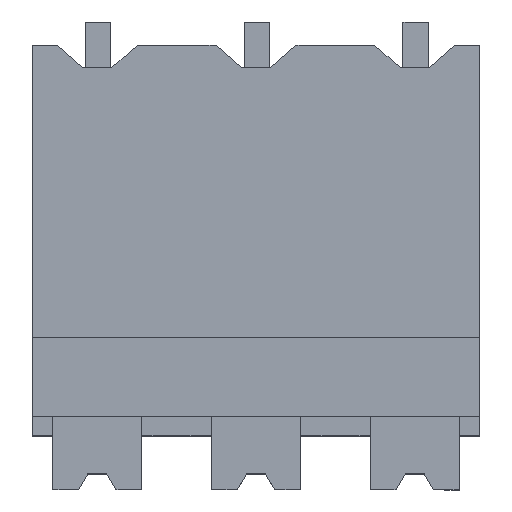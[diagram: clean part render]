
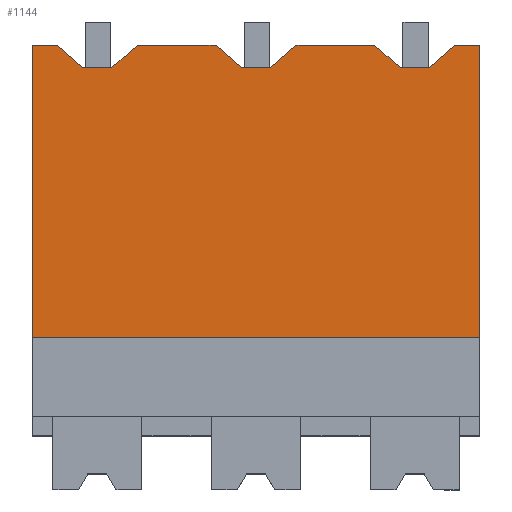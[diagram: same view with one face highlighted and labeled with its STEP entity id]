
A CAD part, top view. The second image highlights one B-rep face of the part: STEP entity #1144.
In plain terms, the highlighted planar face has unit normal (0, 0, 1).
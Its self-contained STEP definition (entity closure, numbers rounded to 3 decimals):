
#1012=AXIS2_PLACEMENT_3D('Plane Axis2P3D',#1009,#1010,#1011) ;
#119=CARTESIAN_POINT('Vertex',(0.,4.8,8.9)) ;
#122=CARTESIAN_POINT('Line Origine',(0.,9.4,8.9)) ;
#126=CARTESIAN_POINT('Vertex',(0.,14.,8.9)) ;
#993=CARTESIAN_POINT('Vertex',(14.1,4.8,8.9)) ;
#996=CARTESIAN_POINT('Line Origine',(7.05,4.8,8.9)) ;
#1009=CARTESIAN_POINT('Axis2P3D Location',(-5.,4.8,8.9)) ;
#1014=CARTESIAN_POINT('Line Origine',(8.93,14.,8.9)) ;
#1018=CARTESIAN_POINT('Vertex',(8.309,14.,8.9)) ;
#1020=CARTESIAN_POINT('Vertex',(9.55,14.,8.9)) ;
#1023=CARTESIAN_POINT('Line Origine',(7.909,13.65,8.9)) ;
#1027=CARTESIAN_POINT('Vertex',(7.509,13.3,8.9)) ;
#1030=CARTESIAN_POINT('Line Origine',(7.051,13.3,8.9)) ;
#1034=CARTESIAN_POINT('Vertex',(6.592,13.3,8.9)) ;
#1037=CARTESIAN_POINT('Line Origine',(6.192,13.65,8.9)) ;
#1041=CARTESIAN_POINT('Vertex',(5.792,14.,8.9)) ;
#1044=CARTESIAN_POINT('Line Origine',(5.171,14.,8.9)) ;
#1048=CARTESIAN_POINT('Vertex',(4.55,14.,8.9)) ;
#1051=CARTESIAN_POINT('Line Origine',(3.93,14.,8.9)) ;
#1055=CARTESIAN_POINT('Vertex',(3.309,14.,8.9)) ;
#1058=CARTESIAN_POINT('Line Origine',(2.909,13.65,8.9)) ;
#1062=CARTESIAN_POINT('Vertex',(2.509,13.3,8.9)) ;
#1065=CARTESIAN_POINT('Line Origine',(2.051,13.3,8.9)) ;
#1069=CARTESIAN_POINT('Vertex',(1.592,13.3,8.9)) ;
#1072=CARTESIAN_POINT('Line Origine',(1.192,13.65,8.9)) ;
#1076=CARTESIAN_POINT('Vertex',(0.792,14.,8.9)) ;
#1079=CARTESIAN_POINT('Line Origine',(0.396,14.,8.9)) ;
#1084=CARTESIAN_POINT('Line Origine',(14.1,9.4,8.9)) ;
#1088=CARTESIAN_POINT('Vertex',(14.1,14.,8.9)) ;
#1091=CARTESIAN_POINT('Line Origine',(13.705,14.,8.9)) ;
#1095=CARTESIAN_POINT('Vertex',(13.309,14.,8.9)) ;
#1098=CARTESIAN_POINT('Line Origine',(12.909,13.65,8.9)) ;
#1102=CARTESIAN_POINT('Vertex',(12.509,13.3,8.9)) ;
#1105=CARTESIAN_POINT('Line Origine',(12.051,13.3,8.9)) ;
#1109=CARTESIAN_POINT('Vertex',(11.592,13.3,8.9)) ;
#1112=CARTESIAN_POINT('Line Origine',(11.192,13.65,8.9)) ;
#1116=CARTESIAN_POINT('Vertex',(10.792,14.,8.9)) ;
#1119=CARTESIAN_POINT('Line Origine',(10.171,14.,8.9)) ;
#123=DIRECTION('Vector Direction',(0.,1.,0.)) ;
#997=DIRECTION('Vector Direction',(1.,0.,0.)) ;
#1010=DIRECTION('Axis2P3D Direction',(0.,0.,-1.)) ;
#1011=DIRECTION('Axis2P3D XDirection',(0.,1.,0.)) ;
#1015=DIRECTION('Vector Direction',(1.,0.,0.)) ;
#1024=DIRECTION('Vector Direction',(0.753,0.659,0.)) ;
#1031=DIRECTION('Vector Direction',(1.,0.,0.)) ;
#1038=DIRECTION('Vector Direction',(0.753,-0.659,0.)) ;
#1045=DIRECTION('Vector Direction',(1.,0.,0.)) ;
#1052=DIRECTION('Vector Direction',(1.,0.,0.)) ;
#1059=DIRECTION('Vector Direction',(0.753,0.659,0.)) ;
#1066=DIRECTION('Vector Direction',(1.,0.,0.)) ;
#1073=DIRECTION('Vector Direction',(0.753,-0.659,0.)) ;
#1080=DIRECTION('Vector Direction',(1.,0.,0.)) ;
#1085=DIRECTION('Vector Direction',(0.,1.,0.)) ;
#1092=DIRECTION('Vector Direction',(1.,0.,0.)) ;
#1099=DIRECTION('Vector Direction',(0.753,0.659,0.)) ;
#1106=DIRECTION('Vector Direction',(1.,0.,0.)) ;
#1113=DIRECTION('Vector Direction',(0.753,-0.659,0.)) ;
#1120=DIRECTION('Vector Direction',(1.,0.,0.)) ;
#124=VECTOR('Line Direction',#123,1.) ;
#998=VECTOR('Line Direction',#997,1.) ;
#1016=VECTOR('Line Direction',#1015,1.) ;
#1025=VECTOR('Line Direction',#1024,1.) ;
#1032=VECTOR('Line Direction',#1031,1.) ;
#1039=VECTOR('Line Direction',#1038,1.) ;
#1046=VECTOR('Line Direction',#1045,1.) ;
#1053=VECTOR('Line Direction',#1052,1.) ;
#1060=VECTOR('Line Direction',#1059,1.) ;
#1067=VECTOR('Line Direction',#1066,1.) ;
#1074=VECTOR('Line Direction',#1073,1.) ;
#1081=VECTOR('Line Direction',#1080,1.) ;
#1086=VECTOR('Line Direction',#1085,1.) ;
#1093=VECTOR('Line Direction',#1092,1.) ;
#1100=VECTOR('Line Direction',#1099,1.) ;
#1107=VECTOR('Line Direction',#1106,1.) ;
#1114=VECTOR('Line Direction',#1113,1.) ;
#1121=VECTOR('Line Direction',#1120,1.) ;
#1125=ORIENTED_EDGE('',*,*,#1022,.F.) ;
#1126=ORIENTED_EDGE('',*,*,#1029,.F.) ;
#1127=ORIENTED_EDGE('',*,*,#1036,.F.) ;
#1128=ORIENTED_EDGE('',*,*,#1043,.F.) ;
#1129=ORIENTED_EDGE('',*,*,#1050,.F.) ;
#1130=ORIENTED_EDGE('',*,*,#1057,.F.) ;
#1131=ORIENTED_EDGE('',*,*,#1064,.F.) ;
#1132=ORIENTED_EDGE('',*,*,#1071,.F.) ;
#1133=ORIENTED_EDGE('',*,*,#1078,.F.) ;
#1134=ORIENTED_EDGE('',*,*,#1083,.F.) ;
#1135=ORIENTED_EDGE('',*,*,#128,.F.) ;
#1136=ORIENTED_EDGE('',*,*,#1000,.T.) ;
#1137=ORIENTED_EDGE('',*,*,#1090,.T.) ;
#1138=ORIENTED_EDGE('',*,*,#1097,.F.) ;
#1139=ORIENTED_EDGE('',*,*,#1104,.F.) ;
#1140=ORIENTED_EDGE('',*,*,#1111,.F.) ;
#1141=ORIENTED_EDGE('',*,*,#1118,.F.) ;
#1142=ORIENTED_EDGE('',*,*,#1123,.F.) ;
#1144=ADVANCED_FACE('HOUSING',(#1143),#1013,.F.) ;
#128=EDGE_CURVE('',#120,#127,#125,.T.) ;
#1000=EDGE_CURVE('',#120,#994,#999,.T.) ;
#1022=EDGE_CURVE('',#1019,#1021,#1017,.T.) ;
#1029=EDGE_CURVE('',#1028,#1019,#1026,.T.) ;
#1036=EDGE_CURVE('',#1035,#1028,#1033,.T.) ;
#1043=EDGE_CURVE('',#1042,#1035,#1040,.T.) ;
#1050=EDGE_CURVE('',#1049,#1042,#1047,.T.) ;
#1057=EDGE_CURVE('',#1056,#1049,#1054,.T.) ;
#1064=EDGE_CURVE('',#1063,#1056,#1061,.T.) ;
#1071=EDGE_CURVE('',#1070,#1063,#1068,.T.) ;
#1078=EDGE_CURVE('',#1077,#1070,#1075,.T.) ;
#1083=EDGE_CURVE('',#127,#1077,#1082,.T.) ;
#1090=EDGE_CURVE('',#994,#1089,#1087,.T.) ;
#1097=EDGE_CURVE('',#1096,#1089,#1094,.T.) ;
#1104=EDGE_CURVE('',#1103,#1096,#1101,.T.) ;
#1111=EDGE_CURVE('',#1110,#1103,#1108,.T.) ;
#1118=EDGE_CURVE('',#1117,#1110,#1115,.T.) ;
#1123=EDGE_CURVE('',#1021,#1117,#1122,.T.) ;
#1124=EDGE_LOOP('',(#1125,#1126,#1127,#1128,#1129,#1130,#1131,#1132,#1133,#1134,#1135,#1136,#1137,#1138,#1139,#1140,#1141,#1142)) ;
#1143=FACE_OUTER_BOUND('',#1124,.T.) ;
#125=LINE('Line',#122,#124) ;
#999=LINE('Line',#996,#998) ;
#1017=LINE('Line',#1014,#1016) ;
#1026=LINE('Line',#1023,#1025) ;
#1033=LINE('Line',#1030,#1032) ;
#1040=LINE('Line',#1037,#1039) ;
#1047=LINE('Line',#1044,#1046) ;
#1054=LINE('Line',#1051,#1053) ;
#1061=LINE('Line',#1058,#1060) ;
#1068=LINE('Line',#1065,#1067) ;
#1075=LINE('Line',#1072,#1074) ;
#1082=LINE('Line',#1079,#1081) ;
#1087=LINE('Line',#1084,#1086) ;
#1094=LINE('Line',#1091,#1093) ;
#1101=LINE('Line',#1098,#1100) ;
#1108=LINE('Line',#1105,#1107) ;
#1115=LINE('Line',#1112,#1114) ;
#1122=LINE('Line',#1119,#1121) ;
#1013=PLANE('',#1012) ;
#120=VERTEX_POINT('',#119) ;
#127=VERTEX_POINT('',#126) ;
#994=VERTEX_POINT('',#993) ;
#1019=VERTEX_POINT('',#1018) ;
#1021=VERTEX_POINT('',#1020) ;
#1028=VERTEX_POINT('',#1027) ;
#1035=VERTEX_POINT('',#1034) ;
#1042=VERTEX_POINT('',#1041) ;
#1049=VERTEX_POINT('',#1048) ;
#1056=VERTEX_POINT('',#1055) ;
#1063=VERTEX_POINT('',#1062) ;
#1070=VERTEX_POINT('',#1069) ;
#1077=VERTEX_POINT('',#1076) ;
#1089=VERTEX_POINT('',#1088) ;
#1096=VERTEX_POINT('',#1095) ;
#1103=VERTEX_POINT('',#1102) ;
#1110=VERTEX_POINT('',#1109) ;
#1117=VERTEX_POINT('',#1116) ;
